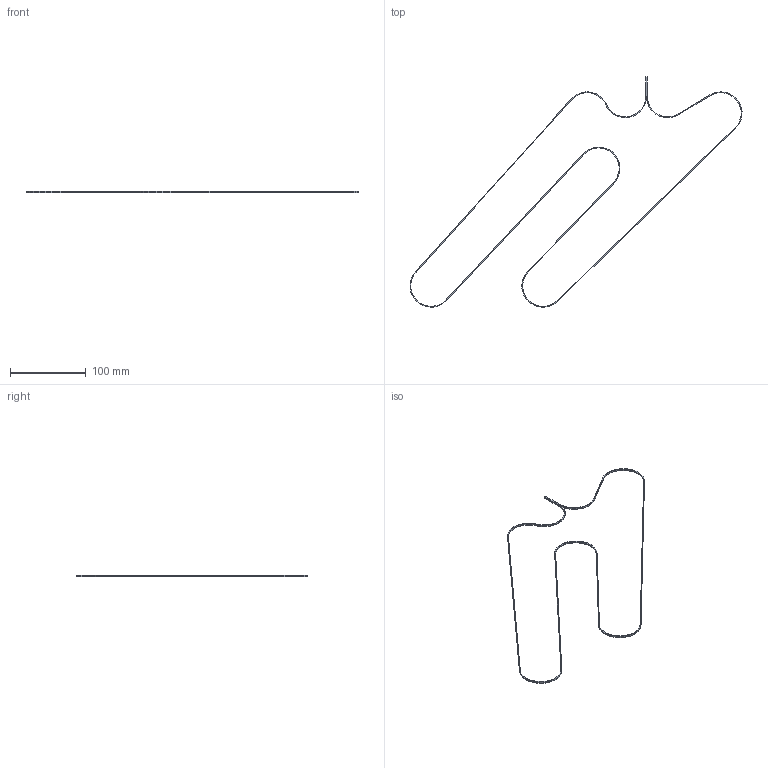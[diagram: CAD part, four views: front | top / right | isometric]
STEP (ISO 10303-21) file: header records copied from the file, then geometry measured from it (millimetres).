
FILE_DESCRIPTION(/* description */ (''),/* implementation_level */ '2;1');
FILE_NAME(/* name */ 'Outer HCAL Chimney Tile 10 Fiber - South 10-20-2022.stp',/* time_stamp */ '2022-10-20T08:26:58-04:00',/* author */ ('rick'),/* organization */ (''),/* preprocessor_version */ 'ST-DEVELOPER v19',/* originating_system */ 'Autodesk Inventor 2023',/* authorisation */ '');
FILE_SCHEMA (('AUTOMOTIVE_DESIGN { 1 0 10303 214 3 1 1 }'));
Products named in the file (2): Outer HCAL Chimney Tiles Xiachun-12-14-2021; Outer HCAL Chimney Tile 10
Assembly tree (1 placements, depth 2):
  Outer HCAL Chimney Tiles Xiachun-12-14-2021
    Outer HCAL Chimney Tile 10
Bounding box: 439.19 x 304.66 x 2.1 mm (x, y, z)
Volume: 3907.5 mm3; surface area: 10721.6 mm2
Topology: 1 solids, 1 shells, 29 faces, 81 edges, 54 vertices
Faces by surface type: plane 15, cylinder 14
Entity records: 1018 total; most frequent: DIRECTION 173, CARTESIAN_POINT 167, ORIENTED_EDGE 162, EDGE_CURVE 81, AXIS2_PLACEMENT_3D 60, VERTEX_POINT 54, LINE 53, VECTOR 53
